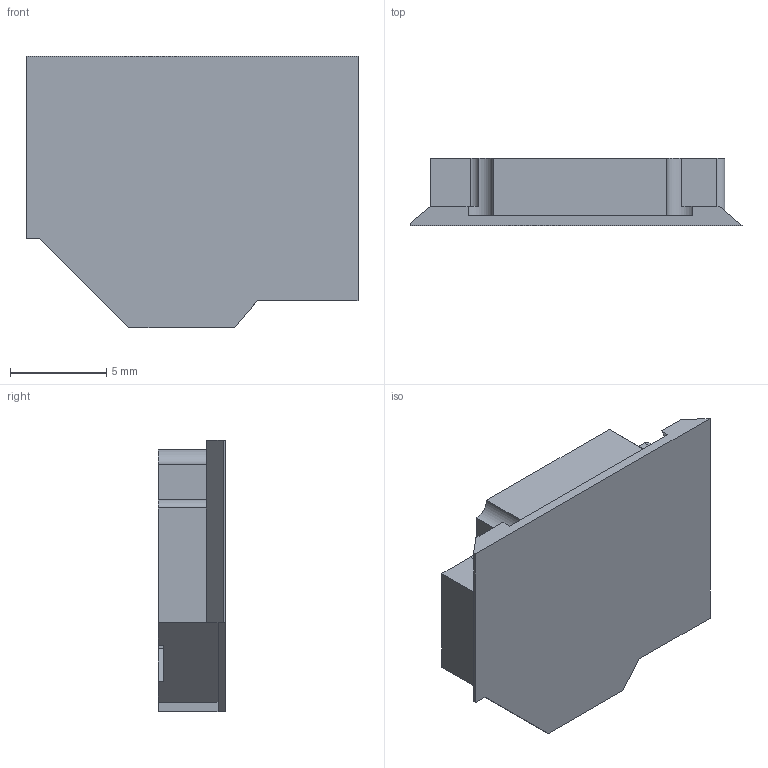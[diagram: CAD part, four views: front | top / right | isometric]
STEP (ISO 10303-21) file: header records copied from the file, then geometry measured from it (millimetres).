
FILE_DESCRIPTION(('produced by SPATIAL CORP'),'2;1');
FILE_NAME( 'crystal_housing_step.prt.hh.sat.stp','2002-04-19T14:10:31+00:00',('SPATIAL CORP'),( 'SPATIAL CORP'),'ACIS STEP Husk','http://www.spatial.com', 'SPATIAL CORP');
FILE_SCHEMA(('CONFIG_CONTROL_DESIGN'));
Length unit declared in the file: millimetre
Products named in the file (1): PRODUCT_ID_1
Bounding box: 17.23 x 3.5 x 14.1 mm (x, y, z)
Volume: 474.8 mm3; surface area: 718.3 mm2
Topology: 1 solids, 1 shells, 53 faces, 150 edges, 99 vertices
Faces by surface type: plane 46, cylinder 7
Entity records: 1763 total; most frequent: ORIENTED_EDGE 300, CARTESIAN_POINT 298, DIRECTION 266, EDGE_CURVE 150, VECTOR 132, LINE 132, VERTEX_POINT 99, AXIS2_PLACEMENT_3D 67
